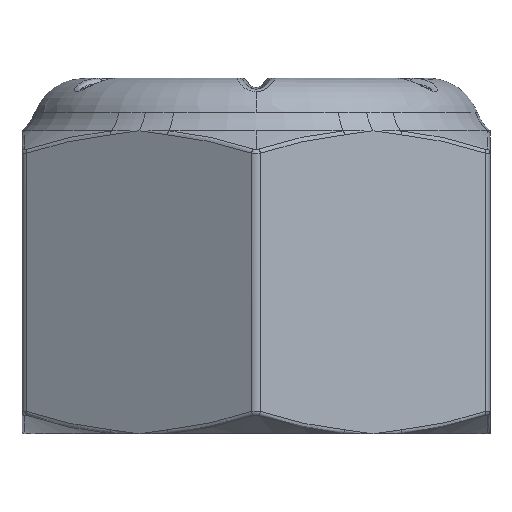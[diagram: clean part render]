
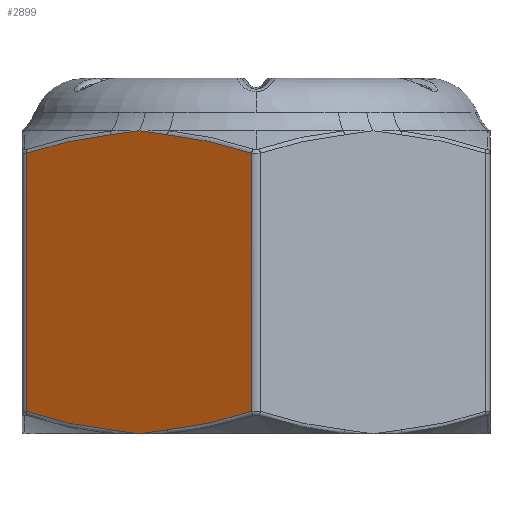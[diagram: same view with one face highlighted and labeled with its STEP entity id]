
A CAD part, front view. The second image highlights one B-rep face of the part: STEP entity #2899.
In plain terms, the highlighted face is planar.
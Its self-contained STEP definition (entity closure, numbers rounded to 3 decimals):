
#258=B_SPLINE_CURVE_WITH_KNOTS('',3,(#5747,#5748,#5749,#5750,#5751,#5752,
#5753,#5754,#5755,#5756),.UNSPECIFIED.,.F.,.F.,(4,3,3,4),(0.,
0.,0.,0.),.UNSPECIFIED.);
#259=B_SPLINE_CURVE_WITH_KNOTS('',3,(#5758,#5759,#5760,#5761),
 .UNSPECIFIED.,.F.,.F.,(4,4),(0.,0.001),.UNSPECIFIED.);
#260=B_SPLINE_CURVE_WITH_KNOTS('',3,(#5765,#5766,#5767,#5768),
 .UNSPECIFIED.,.F.,.F.,(4,4),(0.,0.001),
 .UNSPECIFIED.);
#261=B_SPLINE_CURVE_WITH_KNOTS('',3,(#5770,#5771,#5772,#5773,#5774,#5775,
#5776,#5777,#5778,#5779),.UNSPECIFIED.,.F.,.F.,(4,3,3,4),(0.,0.,
0.,0.),.UNSPECIFIED.);
#262=B_SPLINE_CURVE_WITH_KNOTS('',3,(#5781,#5782,#5783,#5784,#5785,#5786,
#5787,#5788,#5789,#5790),.UNSPECIFIED.,.F.,.F.,(4,3,3,4),(0.,
0.,0.,0.),.UNSPECIFIED.);
#263=B_SPLINE_CURVE_WITH_KNOTS('',3,(#5792,#5793,#5794,#5795),
 .UNSPECIFIED.,.F.,.F.,(4,4),(0.,0.001),.UNSPECIFIED.);
#264=B_SPLINE_CURVE_WITH_KNOTS('',3,(#5799,#5800,#5801,#5802),
 .UNSPECIFIED.,.F.,.F.,(4,4),(0.,0.001),.UNSPECIFIED.);
#265=B_SPLINE_CURVE_WITH_KNOTS('',3,(#5803,#5804,#5805,#5806,#5807,#5808,
#5809,#5810,#5811,#5812),.UNSPECIFIED.,.F.,.F.,(4,3,3,4),(0.,0.,
0.,0.),.UNSPECIFIED.);
#440=PLANE('',#3186);
#493=FACE_OUTER_BOUND('',#699,.T.);
#699=EDGE_LOOP('',(#2175,#2176,#2177,#2178,#2179,#2180,#2181,#2182,#2183,
#2184));
#886=LINE('',#5763,#924);
#887=LINE('',#5797,#925);
#924=VECTOR('',#3620,1000.);
#925=VECTOR('',#3621,1000.);
#1282=VERTEX_POINT('',#5745);
#1283=VERTEX_POINT('',#5746);
#1284=VERTEX_POINT('',#5757);
#1285=VERTEX_POINT('',#5762);
#1286=VERTEX_POINT('',#5764);
#1287=VERTEX_POINT('',#5769);
#1288=VERTEX_POINT('',#5780);
#1289=VERTEX_POINT('',#5791);
#1290=VERTEX_POINT('',#5796);
#1291=VERTEX_POINT('',#5798);
#1605=EDGE_CURVE('',#1282,#1283,#258,.T.);
#1606=EDGE_CURVE('',#1283,#1284,#259,.T.);
#1607=EDGE_CURVE('',#1284,#1285,#886,.T.);
#1608=EDGE_CURVE('',#1285,#1286,#260,.T.);
#1609=EDGE_CURVE('',#1286,#1287,#261,.T.);
#1610=EDGE_CURVE('',#1287,#1288,#262,.T.);
#1611=EDGE_CURVE('',#1288,#1289,#263,.T.);
#1612=EDGE_CURVE('',#1289,#1290,#887,.T.);
#1613=EDGE_CURVE('',#1290,#1291,#264,.T.);
#1614=EDGE_CURVE('',#1291,#1282,#265,.T.);
#2175=ORIENTED_EDGE('',*,*,#1605,.T.);
#2176=ORIENTED_EDGE('',*,*,#1606,.T.);
#2177=ORIENTED_EDGE('',*,*,#1607,.T.);
#2178=ORIENTED_EDGE('',*,*,#1608,.T.);
#2179=ORIENTED_EDGE('',*,*,#1609,.T.);
#2180=ORIENTED_EDGE('',*,*,#1610,.T.);
#2181=ORIENTED_EDGE('',*,*,#1611,.T.);
#2182=ORIENTED_EDGE('',*,*,#1612,.T.);
#2183=ORIENTED_EDGE('',*,*,#1613,.T.);
#2184=ORIENTED_EDGE('',*,*,#1614,.T.);
#2899=ADVANCED_FACE('',(#493),#440,.F.);
#3186=AXIS2_PLACEMENT_3D('',#5744,#3618,#3619);
#3618=DIRECTION('center_axis',(0.5,0.,-0.866));
#3619=DIRECTION('ref_axis',(-0.866,0.,-0.5));
#3620=DIRECTION('',(0.,1.,0.));
#3621=DIRECTION('',(0.,-1.,0.));
#5744=CARTESIAN_POINT('Origin',(0.,1.9,2.887));
#5745=CARTESIAN_POINT('',(-1.25,-1.9,2.165));
#5746=CARTESIAN_POINT('',(-0.946,-1.857,2.341));
#5747=CARTESIAN_POINT('Ctrl Pts',(-1.25,-1.9,2.165));
#5748=CARTESIAN_POINT('Ctrl Pts',(-1.247,-1.9,2.167));
#5749=CARTESIAN_POINT('Ctrl Pts',(-1.244,-1.899,2.168));
#5750=CARTESIAN_POINT('Ctrl Pts',(-1.242,-1.899,2.17));
#5751=CARTESIAN_POINT('Ctrl Pts',(-1.172,-1.887,2.21));
#5752=CARTESIAN_POINT('Ctrl Pts',(-1.102,-1.876,2.25));
#5753=CARTESIAN_POINT('Ctrl Pts',(-1.032,-1.867,2.291));
#5754=CARTESIAN_POINT('Ctrl Pts',(-1.004,-1.863,2.307));
#5755=CARTESIAN_POINT('Ctrl Pts',(-0.975,-1.859,
2.324));
#5756=CARTESIAN_POINT('Ctrl Pts',(-0.946,-1.857,
2.341));
#5757=CARTESIAN_POINT('',(-0.05,-1.661,2.858));
#5758=CARTESIAN_POINT('Ctrl Pts',(-0.946,-1.857,
2.341));
#5759=CARTESIAN_POINT('Ctrl Pts',(-0.641,-1.828,2.516));
#5760=CARTESIAN_POINT('Ctrl Pts',(-0.344,-1.757,
2.688));
#5761=CARTESIAN_POINT('Ctrl Pts',(-0.05,-1.661,
2.858));
#5762=CARTESIAN_POINT('',(-0.05,1.098,2.858));
#5763=CARTESIAN_POINT('',(-0.05,1.9,2.858));
#5764=CARTESIAN_POINT('',(-0.946,1.294,2.341));
#5765=CARTESIAN_POINT('Ctrl Pts',(-0.05,1.098,
2.858));
#5766=CARTESIAN_POINT('Ctrl Pts',(-0.344,1.194,2.688));
#5767=CARTESIAN_POINT('Ctrl Pts',(-0.641,1.265,2.516));
#5768=CARTESIAN_POINT('Ctrl Pts',(-0.946,1.294,2.341));
#5769=CARTESIAN_POINT('',(-1.25,1.338,2.165));
#5770=CARTESIAN_POINT('Ctrl Pts',(-0.946,1.294,2.341));
#5771=CARTESIAN_POINT('Ctrl Pts',(-0.975,1.297,2.324));
#5772=CARTESIAN_POINT('Ctrl Pts',(-1.004,1.3,2.307));
#5773=CARTESIAN_POINT('Ctrl Pts',(-1.032,1.304,2.291));
#5774=CARTESIAN_POINT('Ctrl Pts',(-1.102,1.313,2.25));
#5775=CARTESIAN_POINT('Ctrl Pts',(-1.172,1.325,2.21));
#5776=CARTESIAN_POINT('Ctrl Pts',(-1.242,1.336,2.17));
#5777=CARTESIAN_POINT('Ctrl Pts',(-1.244,1.337,2.168));
#5778=CARTESIAN_POINT('Ctrl Pts',(-1.247,1.337,2.167));
#5779=CARTESIAN_POINT('Ctrl Pts',(-1.25,1.338,2.165));
#5780=CARTESIAN_POINT('',(-1.554,1.294,1.99));
#5781=CARTESIAN_POINT('Ctrl Pts',(-1.25,1.338,2.165));
#5782=CARTESIAN_POINT('Ctrl Pts',(-1.253,1.337,2.163));
#5783=CARTESIAN_POINT('Ctrl Pts',(-1.256,1.337,2.162));
#5784=CARTESIAN_POINT('Ctrl Pts',(-1.258,1.336,2.16));
#5785=CARTESIAN_POINT('Ctrl Pts',(-1.328,1.325,2.12));
#5786=CARTESIAN_POINT('Ctrl Pts',(-1.398,1.313,2.08));
#5787=CARTESIAN_POINT('Ctrl Pts',(-1.468,1.304,2.039));
#5788=CARTESIAN_POINT('Ctrl Pts',(-1.496,1.3,2.023));
#5789=CARTESIAN_POINT('Ctrl Pts',(-1.525,1.297,2.006));
#5790=CARTESIAN_POINT('Ctrl Pts',(-1.554,1.294,1.99));
#5791=CARTESIAN_POINT('',(-2.45,1.098,1.472));
#5792=CARTESIAN_POINT('Ctrl Pts',(-1.554,1.294,1.99));
#5793=CARTESIAN_POINT('Ctrl Pts',(-1.859,1.265,1.814));
#5794=CARTESIAN_POINT('Ctrl Pts',(-2.156,1.194,1.642));
#5795=CARTESIAN_POINT('Ctrl Pts',(-2.45,1.098,1.472));
#5796=CARTESIAN_POINT('',(-2.45,-1.661,1.472));
#5797=CARTESIAN_POINT('',(-2.45,1.9,1.472));
#5798=CARTESIAN_POINT('',(-1.554,-1.857,1.99));
#5799=CARTESIAN_POINT('Ctrl Pts',(-2.45,-1.661,1.472));
#5800=CARTESIAN_POINT('Ctrl Pts',(-2.156,-1.757,1.642));
#5801=CARTESIAN_POINT('Ctrl Pts',(-1.859,-1.828,1.814));
#5802=CARTESIAN_POINT('Ctrl Pts',(-1.554,-1.857,1.99));
#5803=CARTESIAN_POINT('Ctrl Pts',(-1.554,-1.857,1.99));
#5804=CARTESIAN_POINT('Ctrl Pts',(-1.525,-1.859,2.006));
#5805=CARTESIAN_POINT('Ctrl Pts',(-1.496,-1.863,2.023));
#5806=CARTESIAN_POINT('Ctrl Pts',(-1.468,-1.867,2.039));
#5807=CARTESIAN_POINT('Ctrl Pts',(-1.398,-1.876,2.08));
#5808=CARTESIAN_POINT('Ctrl Pts',(-1.328,-1.887,2.12));
#5809=CARTESIAN_POINT('Ctrl Pts',(-1.258,-1.899,2.16));
#5810=CARTESIAN_POINT('Ctrl Pts',(-1.256,-1.899,2.162));
#5811=CARTESIAN_POINT('Ctrl Pts',(-1.253,-1.9,2.163));
#5812=CARTESIAN_POINT('Ctrl Pts',(-1.25,-1.9,2.165));
